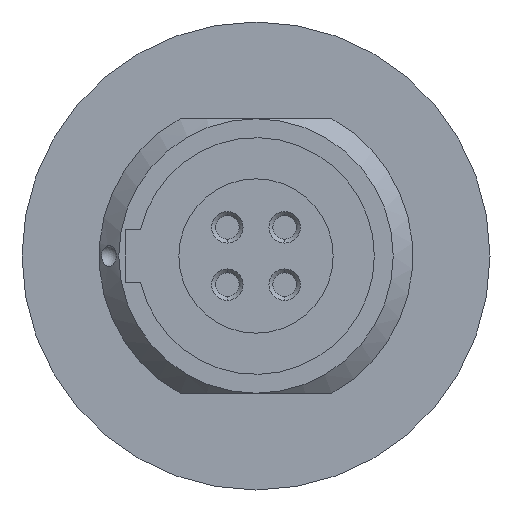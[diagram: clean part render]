
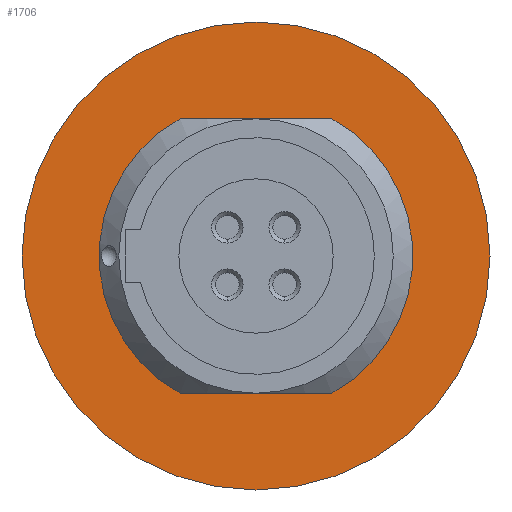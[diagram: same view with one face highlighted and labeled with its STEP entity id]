
A CAD part, left-side view. The second image highlights one B-rep face of the part: STEP entity #1706.
In plain terms, the highlighted planar face has unit normal (-1, 0, 0).
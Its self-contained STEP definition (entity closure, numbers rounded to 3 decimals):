
#137=CARTESIAN_POINT('',(-1.,0.,0.));
#138=DIRECTION('',(1.,0.,0.));
#139=DIRECTION('',(0.,0.484,-0.875));
#140=AXIS2_PLACEMENT_3D('',#137,#138,#139);
#146=CARTESIAN_POINT('',(-1.,0.,0.));
#147=DIRECTION('',(1.,0.,0.));
#148=DIRECTION('',(0.,-0.484,0.875));
#149=AXIS2_PLACEMENT_3D('',#146,#147,#148);
#159=CARTESIAN_POINT('',(-1.,0.,0.));
#160=DIRECTION('',(-1.,0.,0.));
#161=DIRECTION('',(0.,1.,0.));
#162=AXIS2_PLACEMENT_3D('',#159,#160,#161);
#164=CARTESIAN_POINT('',(-1.,0.,0.));
#165=DIRECTION('',(1.,0.,0.));
#166=DIRECTION('',(0.,1.,0.));
#167=AXIS2_PLACEMENT_3D('',#164,#165,#166);
#169=DIRECTION('',(0.,1.,0.));
#170=VECTOR('',#169,5.809);
#171=CARTESIAN_POINT('',(-1.,-2.905,-5.25));
#172=LINE('',#171,#170);
#1065=DIRECTION('',(0.,1.,0.));
#1066=VECTOR('',#1065,5.809);
#1067=CARTESIAN_POINT('',(-1.,-2.905,5.25));
#1068=LINE('',#1067,#1066);
#1516=CARTESIAN_POINT('',(-1.,2.905,5.25));
#1518=VERTEX_POINT('',#1516);
#1520=CARTESIAN_POINT('',(-1.,-2.905,5.25));
#1522=VERTEX_POINT('',#1520);
#1524=CARTESIAN_POINT('',(-1.,-2.905,-5.25));
#1526=VERTEX_POINT('',#1524);
#1528=CARTESIAN_POINT('',(-1.,2.905,-5.25));
#1530=VERTEX_POINT('',#1528);
#1534=CARTESIAN_POINT('',(-1.,8.95,0.));
#1536=VERTEX_POINT('',#1534);
#1538=CARTESIAN_POINT('',(-1.,-8.95,0.));
#1540=VERTEX_POINT('',#1538);
#1688=CARTESIAN_POINT('',(-1.,0.,0.));
#1689=DIRECTION('',(1.,0.,0.));
#1690=DIRECTION('',(0.,-1.,0.));
#1691=AXIS2_PLACEMENT_3D('',#1688,#1689,#1690);
#1692=PLANE('',#1691);
#1694=ORIENTED_EDGE('',*,*,#1693,.F.);
#1696=ORIENTED_EDGE('',*,*,#1695,.T.);
#1697=EDGE_LOOP('',(#1694,#1696));
#1698=FACE_OUTER_BOUND('',#1697,.F.);
#1699=ORIENTED_EDGE('',*,*,#1662,.F.);
#1701=ORIENTED_EDGE('',*,*,#1700,.T.);
#1702=ORIENTED_EDGE('',*,*,#1650,.F.);
#1703=ORIENTED_EDGE('',*,*,#1679,.F.);
#1704=EDGE_LOOP('',(#1699,#1701,#1702,#1703));
#1705=FACE_BOUND('',#1704,.F.);
#1706=ADVANCED_FACE('',(#1698,#1705),#1692,.F.);
#141=CIRCLE('',#140,6.);
#150=CIRCLE('',#149,6.);
#163=CIRCLE('',#162,8.95);
#168=CIRCLE('',#167,8.95);
#1650=EDGE_CURVE('',#1530,#1518,#141,.T.);
#1662=EDGE_CURVE('',#1522,#1526,#150,.T.);
#1679=EDGE_CURVE('',#1526,#1530,#172,.T.);
#1693=EDGE_CURVE('',#1536,#1540,#163,.T.);
#1695=EDGE_CURVE('',#1536,#1540,#168,.T.);
#1700=EDGE_CURVE('',#1522,#1518,#1068,.T.);
